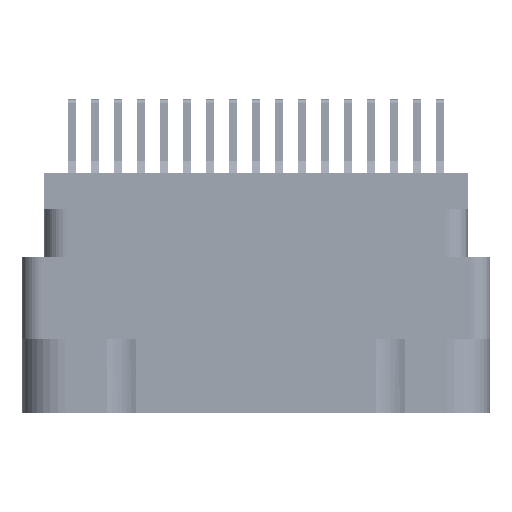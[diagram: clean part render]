
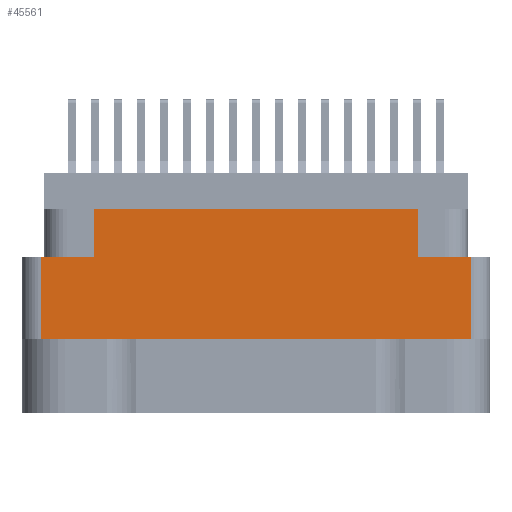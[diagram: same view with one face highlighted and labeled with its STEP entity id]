
A CAD part, left-side view. The second image highlights one B-rep face of the part: STEP entity #45561.
In plain terms, the highlighted planar face has unit normal (-1, 0, 0).
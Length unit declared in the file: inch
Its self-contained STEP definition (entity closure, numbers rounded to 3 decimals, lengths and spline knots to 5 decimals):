
#1596 = VERTEX_POINT ( 'NONE', #17276 ) ;
#1666 = EDGE_CURVE ( 'NONE', #1596, #44581, #30207, .T. ) ;
#1671 = VERTEX_POINT ( 'NONE', #57982 ) ;
#3199 = CARTESIAN_POINT ( 'NONE',  ( -1.375, 0., -0.274 ) ) ;
#3506 = DIRECTION ( 'NONE',  ( 0., -1., 0. ) ) ;
#5182 = DIRECTION ( 'NONE',  ( 0., -1., 0. ) ) ;
#5423 = CARTESIAN_POINT ( 'NONE',  ( -1.375, 0., -0.274 ) ) ;
#5777 = CARTESIAN_POINT ( 'NONE',  ( -1.375, 0., -0.54 ) ) ;
#6165 = ORIENTED_EDGE ( 'NONE', *, *, #12430, .F. ) ;
#6187 = VECTOR ( 'NONE', #82124, 39.37008 ) ;
#6423 = VECTOR ( 'NONE', #61123, 39.37008 ) ;
#6950 = VERTEX_POINT ( 'NONE', #72966 ) ;
#11331 = DIRECTION ( 'NONE',  ( 0., 0., -1. ) ) ;
#12430 = EDGE_CURVE ( 'NONE', #48545, #82772, #20282, .T. ) ;
#12820 = DIRECTION ( 'NONE',  ( -1., 0., 0. ) ) ;
#15743 = FACE_OUTER_BOUND ( 'NONE', #29629, .T. ) ;
#16406 = CARTESIAN_POINT ( 'NONE',  ( -1.375, -0.5285, -0.117 ) ) ;
#17276 = CARTESIAN_POINT ( 'NONE',  ( -1.375, 0.7005, -0.274 ) ) ;
#19074 = CARTESIAN_POINT ( 'NONE',  ( -1.375, -0.5285, -0.274 ) ) ;
#19282 = EDGE_CURVE ( 'NONE', #44581, #1671, #24969, .T. ) ;
#20282 = LINE ( 'NONE', #5423, #66460 ) ;
#20955 = VECTOR ( 'NONE', #59484, 39.37008 ) ;
#22654 = ORIENTED_EDGE ( 'NONE', *, *, #74770, .F. ) ;
#23417 = VERTEX_POINT ( 'NONE', #16406 ) ;
#24591 = CARTESIAN_POINT ( 'NONE',  ( -1.375, 0.7005, -0.78 ) ) ;
#24969 = LINE ( 'NONE', #5777, #41764 ) ;
#27595 = CARTESIAN_POINT ( 'NONE',  ( -1.375, -0.5285, -0.274 ) ) ;
#29629 = EDGE_LOOP ( 'NONE', ( #86094, #40307, #62211, #53296, #6165, #79370, #22654, #44719 ) ) ;
#30207 = LINE ( 'NONE', #24591, #61647 ) ;
#31248 = LINE ( 'NONE', #3199, #36567 ) ;
#36567 = VECTOR ( 'NONE', #3506, 39.37008 ) ;
#36648 = LINE ( 'NONE', #79496, #20955 ) ;
#36659 = CARTESIAN_POINT ( 'NONE',  ( -1.375, 0.5285, -0.274 ) ) ;
#38525 = AXIS2_PLACEMENT_3D ( 'NONE', #67655, #12820, #74141 ) ;
#40307 = ORIENTED_EDGE ( 'NONE', *, *, #1666, .T. ) ;
#41764 = VECTOR ( 'NONE', #5182, 39.37008 ) ;
#44581 = VERTEX_POINT ( 'NONE', #46365 ) ;
#44719 = ORIENTED_EDGE ( 'NONE', *, *, #67991, .F. ) ;
#45561 = ADVANCED_FACE ( 'NONE', ( #15743 ), #67370, .T. ) ;
#46365 = CARTESIAN_POINT ( 'NONE',  ( -1.375, 0.7005, -0.54 ) ) ;
#48545 = VERTEX_POINT ( 'NONE', #19074 ) ;
#49779 = EDGE_CURVE ( 'NONE', #48545, #23417, #81781, .T. ) ;
#52049 = LINE ( 'NONE', #70640, #81533 ) ;
#53296 = ORIENTED_EDGE ( 'NONE', *, *, #71068, .T. ) ;
#57586 = CARTESIAN_POINT ( 'NONE',  ( -1.375, -0.7005, -0.274 ) ) ;
#57982 = CARTESIAN_POINT ( 'NONE',  ( -1.375, -0.7005, -0.54 ) ) ;
#59484 = DIRECTION ( 'NONE',  ( 0., -1., 0. ) ) ;
#61123 = DIRECTION ( 'NONE',  ( 0., 0., 1. ) ) ;
#61647 = VECTOR ( 'NONE', #11331, 39.37008 ) ;
#62211 = ORIENTED_EDGE ( 'NONE', *, *, #19282, .T. ) ;
#63554 = DIRECTION ( 'NONE',  ( 0., 0., 1. ) ) ;
#64181 = LINE ( 'NONE', #78567, #6423 ) ;
#66460 = VECTOR ( 'NONE', #72947, 39.37008 ) ;
#67370 = PLANE ( 'NONE',  #38525 ) ;
#67655 = CARTESIAN_POINT ( 'NONE',  ( -1.375, -0.7625, -0.78 ) ) ;
#67991 = EDGE_CURVE ( 'NONE', #77706, #6950, #64181, .T. ) ;
#69721 = EDGE_CURVE ( 'NONE', #1596, #77706, #31248, .T. ) ;
#70640 = CARTESIAN_POINT ( 'NONE',  ( -1.375, -0.7005, -0.78 ) ) ;
#71068 = EDGE_CURVE ( 'NONE', #1671, #82772, #52049, .T. ) ;
#72947 = DIRECTION ( 'NONE',  ( 0., -1., 0. ) ) ;
#72966 = CARTESIAN_POINT ( 'NONE',  ( -1.375, 0.5285, -0.117 ) ) ;
#74141 = DIRECTION ( 'NONE',  ( 0., 0., 1. ) ) ;
#74770 = EDGE_CURVE ( 'NONE', #6950, #23417, #36648, .T. ) ;
#77706 = VERTEX_POINT ( 'NONE', #36659 ) ;
#78567 = CARTESIAN_POINT ( 'NONE',  ( -1.375, 0.5285, -0.274 ) ) ;
#79370 = ORIENTED_EDGE ( 'NONE', *, *, #49779, .T. ) ;
#79496 = CARTESIAN_POINT ( 'NONE',  ( -1.375, 0.7625, -0.117 ) ) ;
#81533 = VECTOR ( 'NONE', #63554, 39.37008 ) ;
#81781 = LINE ( 'NONE', #27595, #6187 ) ;
#82124 = DIRECTION ( 'NONE',  ( 0., 0., 1. ) ) ;
#82772 = VERTEX_POINT ( 'NONE', #57586 ) ;
#86094 = ORIENTED_EDGE ( 'NONE', *, *, #69721, .F. ) ;
